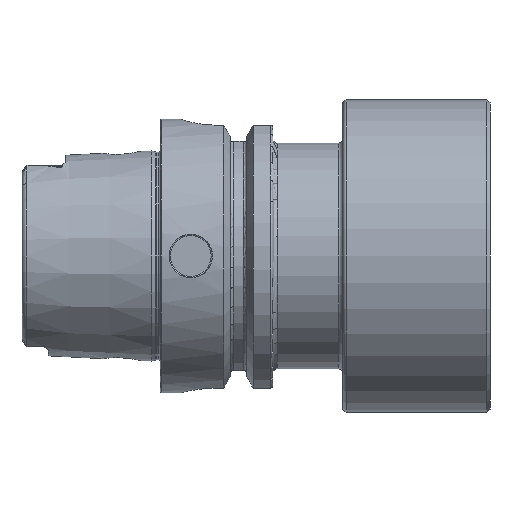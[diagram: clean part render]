
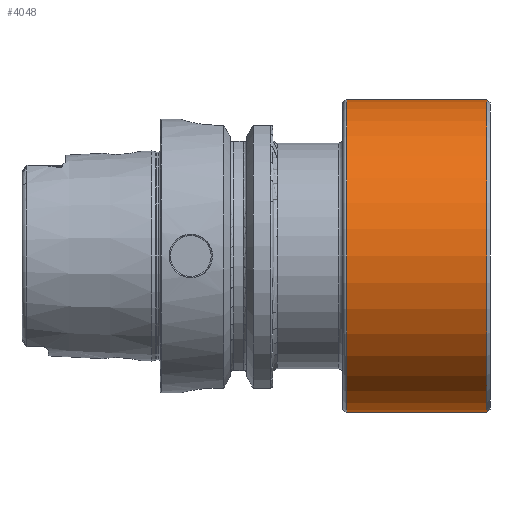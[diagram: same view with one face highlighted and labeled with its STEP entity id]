
A CAD part, front view. The second image highlights one B-rep face of the part: STEP entity #4048.
In plain terms, the highlighted cylindrical face has radius 36 mm (diameter 72 mm), a partial arc.
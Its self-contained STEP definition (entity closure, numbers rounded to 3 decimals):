
#233 = CARTESIAN_POINT ( 'NONE',  ( 43., 0., 0. ) ) ;
#607 = DIRECTION ( 'NONE',  ( -1., 0., 0. ) ) ;
#613 = DIRECTION ( 'NONE',  ( 0., 0., 1. ) ) ;
#898 = DIRECTION ( 'NONE',  ( 0., 0., 1. ) ) ;
#926 = ORIENTED_EDGE ( 'NONE', *, *, #3092, .T. ) ;
#1037 = ORIENTED_EDGE ( 'NONE', *, *, #5095, .F. ) ;
#1090 = CIRCLE ( 'NONE', #7457, 36. ) ;
#1348 = VERTEX_POINT ( 'NONE', #6487 ) ;
#1352 = CARTESIAN_POINT ( 'NONE',  ( -125.514, 0., 0. ) ) ;
#2068 = VECTOR ( 'NONE', #607, 1000. ) ;
#2364 = CARTESIAN_POINT ( 'NONE',  ( 43., 0., 36. ) ) ;
#2681 = DIRECTION ( 'NONE',  ( -1., 0., 0. ) ) ;
#2708 = LINE ( 'NONE', #5321, #7972 ) ;
#3020 = FACE_OUTER_BOUND ( 'NONE', #6452, .T. ) ;
#3092 = EDGE_CURVE ( 'NONE', #5869, #5996, #2708, .T. ) ;
#3897 = CIRCLE ( 'NONE', #6580, 36. ) ;
#3964 = EDGE_CURVE ( 'NONE', #8126, #1348, #4987, .T. ) ;
#4048 = ADVANCED_FACE ( 'NONE', ( #3020 ), #4373, .T. ) ;
#4373 = CYLINDRICAL_SURFACE ( 'NONE', #4375, 36. ) ;
#4375 = AXIS2_PLACEMENT_3D ( 'NONE', #1352, #2681, #5986 ) ;
#4575 = DIRECTION ( 'NONE',  ( -1., 0., 0. ) ) ;
#4820 = CARTESIAN_POINT ( 'NONE',  ( 75.3, 0., -36. ) ) ;
#4858 = DIRECTION ( 'NONE',  ( -1., 0., 0. ) ) ;
#4987 = LINE ( 'NONE', #5235, #2068 ) ;
#5095 = EDGE_CURVE ( 'NONE', #1348, #5996, #3897, .T. ) ;
#5164 = ORIENTED_EDGE ( 'NONE', *, *, #7188, .T. ) ;
#5235 = CARTESIAN_POINT ( 'NONE',  ( -125.514, 0., -36. ) ) ;
#5321 = CARTESIAN_POINT ( 'NONE',  ( -125.514, 0., 36. ) ) ;
#5725 = ORIENTED_EDGE ( 'NONE', *, *, #3964, .F. ) ;
#5869 = VERTEX_POINT ( 'NONE', #8196 ) ;
#5986 = DIRECTION ( 'NONE',  ( 0., 0., 1. ) ) ;
#5996 = VERTEX_POINT ( 'NONE', #2364 ) ;
#6452 = EDGE_LOOP ( 'NONE', ( #5725, #5164, #926, #1037 ) ) ;
#6487 = CARTESIAN_POINT ( 'NONE',  ( 43., 0., -36. ) ) ;
#6580 = AXIS2_PLACEMENT_3D ( 'NONE', #233, #4858, #898 ) ;
#6647 = DIRECTION ( 'NONE',  ( -1., 0., 0. ) ) ;
#7188 = EDGE_CURVE ( 'NONE', #8126, #5869, #1090, .T. ) ;
#7457 = AXIS2_PLACEMENT_3D ( 'NONE', #8521, #4575, #613 ) ;
#7972 = VECTOR ( 'NONE', #6647, 1000. ) ;
#8126 = VERTEX_POINT ( 'NONE', #4820 ) ;
#8196 = CARTESIAN_POINT ( 'NONE',  ( 75.3, 0., 36. ) ) ;
#8521 = CARTESIAN_POINT ( 'NONE',  ( 75.3, 0., 0. ) ) ;
